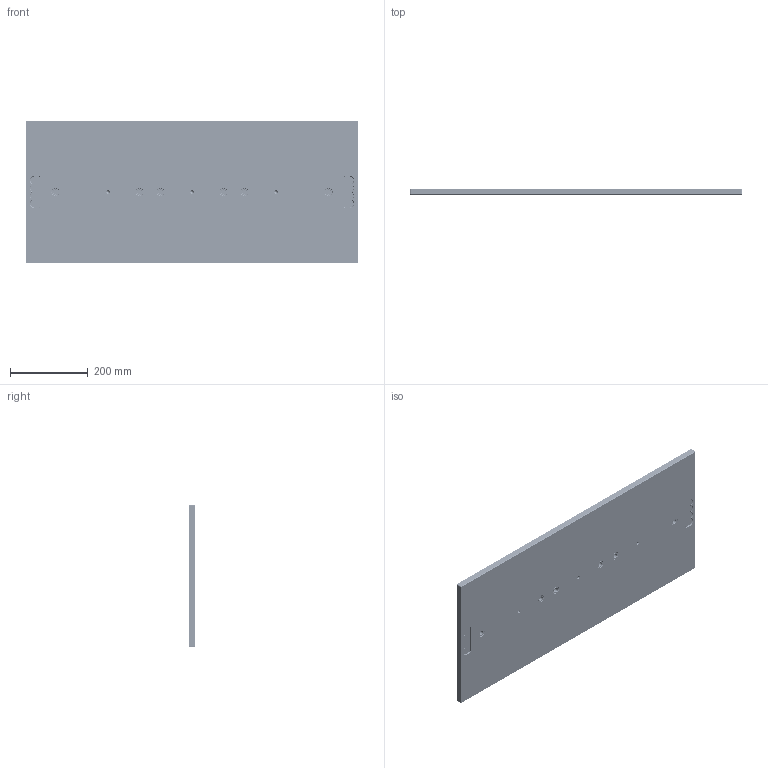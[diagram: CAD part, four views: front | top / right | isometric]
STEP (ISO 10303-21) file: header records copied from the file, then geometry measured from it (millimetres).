
FILE_DESCRIPTION (( 'STEP AP214' ), '1' );
FILE_NAME ('45160.STEP', '2016-08-01T14:47:30', ( 'Mike W' ), ( '' ), 'SwSTEP 2.0', 'SolidWorks 2016', '' );
FILE_SCHEMA (( 'AUTOMOTIVE_DESIGN' ));
Length unit declared in the file: inch
Products named in the file (4): M812MM SSS_M812MM SSS; 450701_450701; 451601_451601_Bare; 45160
Assembly tree (10 placements, depth 2):
  45160
    451601_451601_Bare
    450701_450701  x6
    M812MM SSS_M812MM SSS  x3
Bounding box: 853.26 x 15.88 x 367.26 mm (x, y, z)
Volume: 4571117.8 mm3; surface area: 900372.7 mm2
Topology: 10 solids, 10 shells, 6368 faces, 16125 edges, 9798 vertices
Faces by surface type: cylinder 2525, plane 2155, cone 1661, torus 18, bspline 9
Entity records: 192911 total; most frequent: DIRECTION 33082, CARTESIAN_POINT 32586, ORIENTED_EDGE 29914, EDGE_CURVE 14957, AXIS2_PLACEMENT_3D 11988, VERTEX_POINT 9560, LINE 9106, VECTOR 9106
